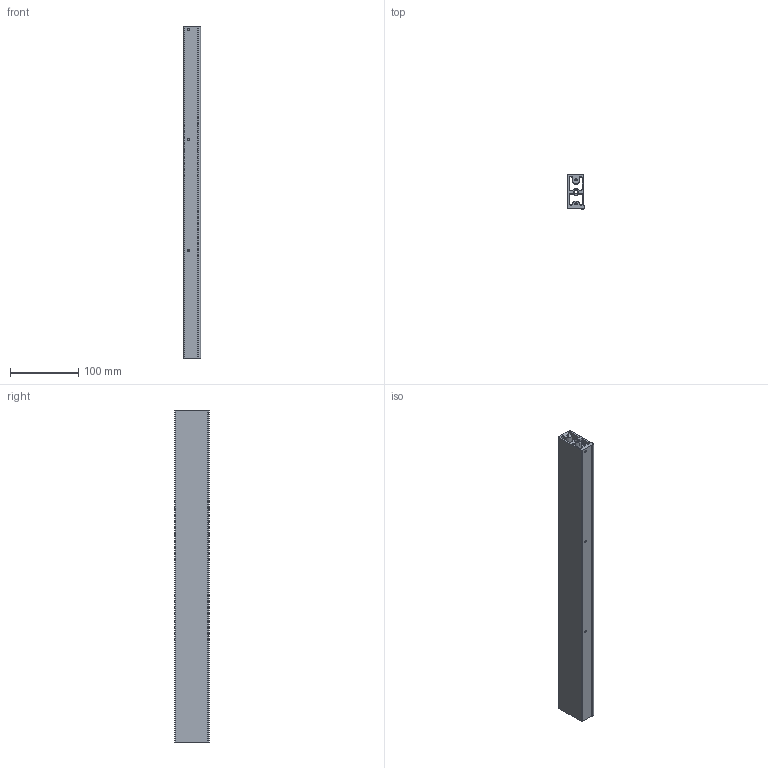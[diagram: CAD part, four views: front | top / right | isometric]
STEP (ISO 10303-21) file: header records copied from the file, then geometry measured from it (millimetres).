
FILE_DESCRIPTION (( 'STEP AP203' ), '1' );
FILE_NAME ('階詢綴酘.STEP', '2022-09-27T05:51:49', ( '' ), ( '' ), 'SwSTEP 2.0', 'SolidWorks 2016', '' );
FILE_SCHEMA (( 'CONFIG_CONTROL_DESIGN' ));
Length unit declared in the file: millimetre
Products named in the file (1): 階詢綴酘
Bounding box: 25 x 50 x 485 mm (x, y, z)
Volume: 298250.9 mm3; surface area: 176111.8 mm2
Topology: 1 solids, 1 shells, 92 faces, 301 edges, 195 vertices
Faces by surface type: cylinder 58, plane 28, cone 6
Entity records: 3947 total; most frequent: CARTESIAN_POINT 1212, ORIENTED_EDGE 590, DIRECTION 527, EDGE_CURVE 295, VERTEX_POINT 195, AXIS2_PLACEMENT_3D 191, VECTOR 145, LINE 145
